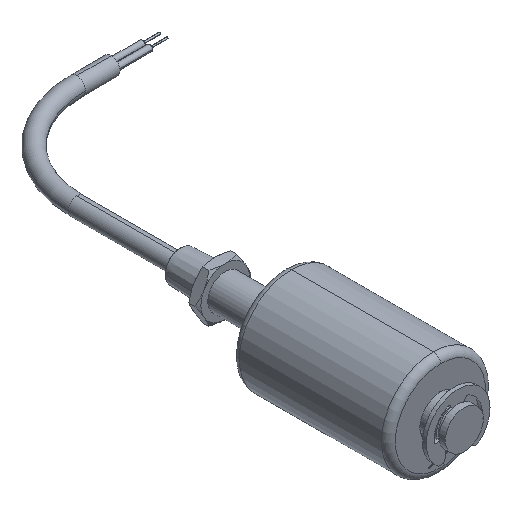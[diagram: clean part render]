
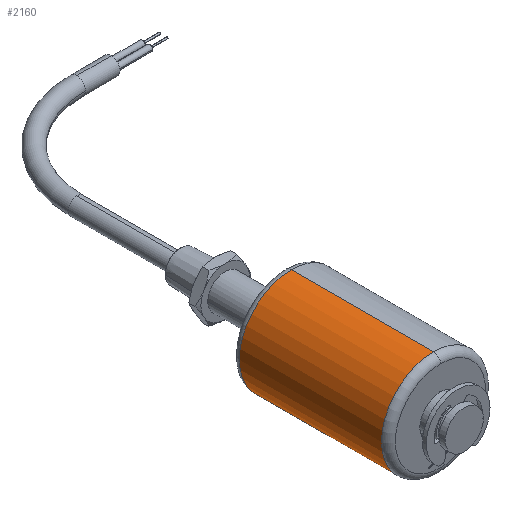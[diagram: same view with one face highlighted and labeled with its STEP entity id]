
A CAD part, isometric view. The second image highlights one B-rep face of the part: STEP entity #2160.
In plain terms, the highlighted cylindrical face has radius 15 mm (diameter 30 mm), a partial arc.
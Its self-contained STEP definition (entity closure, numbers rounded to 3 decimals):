
#28 = CARTESIAN_POINT ( 'NONE',  ( 0., -22.1, 0. ) ) ;
#39 = FACE_OUTER_BOUND ( 'NONE', #1136, .T. ) ;
#180 = EDGE_CURVE ( 'NONE', #1199, #4548, #4115, .T. ) ;
#478 = ORIENTED_EDGE ( 'NONE', *, *, #2905, .T. ) ;
#512 = CARTESIAN_POINT ( 'NONE',  ( 0., -3.482, 0. ) ) ;
#517 = LINE ( 'NONE', #3441, #2702 ) ;
#613 = VECTOR ( 'NONE', #5137, 1000. ) ;
#657 = DIRECTION ( 'NONE',  ( 0., 0., 1. ) ) ;
#947 = LINE ( 'NONE', #1883, #613 ) ;
#1123 = ORIENTED_EDGE ( 'NONE', *, *, #3930, .T. ) ;
#1136 = EDGE_LOOP ( 'NONE', ( #1872, #478, #1123, #4647 ) ) ;
#1199 = VERTEX_POINT ( 'NONE', #5234 ) ;
#1368 = DIRECTION ( 'NONE',  ( 0., 0., -1. ) ) ;
#1767 = AXIS2_PLACEMENT_3D ( 'NONE', #28, #2207, #1368 ) ;
#1872 = ORIENTED_EDGE ( 'NONE', *, *, #3603, .F. ) ;
#1883 = CARTESIAN_POINT ( 'NONE',  ( 0., -3.482, 15. ) ) ;
#1974 = CIRCLE ( 'NONE', #2594, 15. ) ;
#1985 = DIRECTION ( 'NONE',  ( 0., 1., 0. ) ) ;
#2160 = ADVANCED_FACE ( 'NONE', ( #39 ), #4525, .T. ) ;
#2207 = DIRECTION ( 'NONE',  ( 0., -1., 0. ) ) ;
#2419 = CARTESIAN_POINT ( 'NONE',  ( 0., -63.1, 15. ) ) ;
#2499 = AXIS2_PLACEMENT_3D ( 'NONE', #512, #4736, #4627 ) ;
#2594 = AXIS2_PLACEMENT_3D ( 'NONE', #4066, #1985, #657 ) ;
#2702 = VECTOR ( 'NONE', #4160, 1000. ) ;
#2753 = CARTESIAN_POINT ( 'NONE',  ( 0., -22.1, -15. ) ) ;
#2905 = EDGE_CURVE ( 'NONE', #4867, #5225, #1974, .T. ) ;
#3441 = CARTESIAN_POINT ( 'NONE',  ( 0., -3.482, -15. ) ) ;
#3603 = EDGE_CURVE ( 'NONE', #4867, #4548, #517, .T. ) ;
#3930 = EDGE_CURVE ( 'NONE', #5225, #1199, #947, .T. ) ;
#4066 = CARTESIAN_POINT ( 'NONE',  ( 0., -63.1, 0. ) ) ;
#4115 = CIRCLE ( 'NONE', #1767, 15. ) ;
#4160 = DIRECTION ( 'NONE',  ( 0., 1., 0. ) ) ;
#4525 = CYLINDRICAL_SURFACE ( 'NONE', #2499, 15. ) ;
#4548 = VERTEX_POINT ( 'NONE', #2753 ) ;
#4627 = DIRECTION ( 'NONE',  ( 0., 0., 1. ) ) ;
#4647 = ORIENTED_EDGE ( 'NONE', *, *, #180, .T. ) ;
#4736 = DIRECTION ( 'NONE',  ( 0., 1., 0. ) ) ;
#4867 = VERTEX_POINT ( 'NONE', #5008 ) ;
#5008 = CARTESIAN_POINT ( 'NONE',  ( 0., -63.1, -15. ) ) ;
#5137 = DIRECTION ( 'NONE',  ( 0., 1., 0. ) ) ;
#5225 = VERTEX_POINT ( 'NONE', #2419 ) ;
#5234 = CARTESIAN_POINT ( 'NONE',  ( 0., -22.1, 15. ) ) ;
